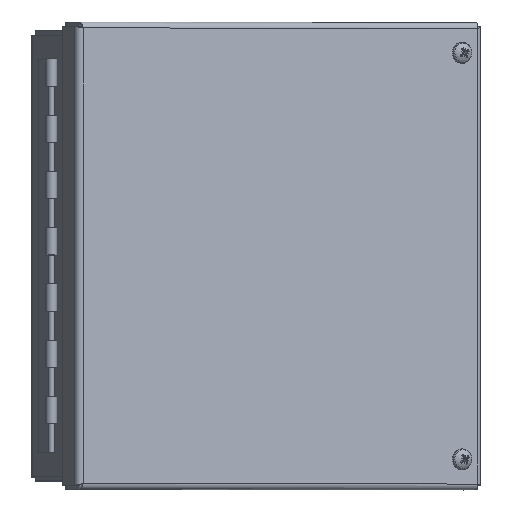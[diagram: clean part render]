
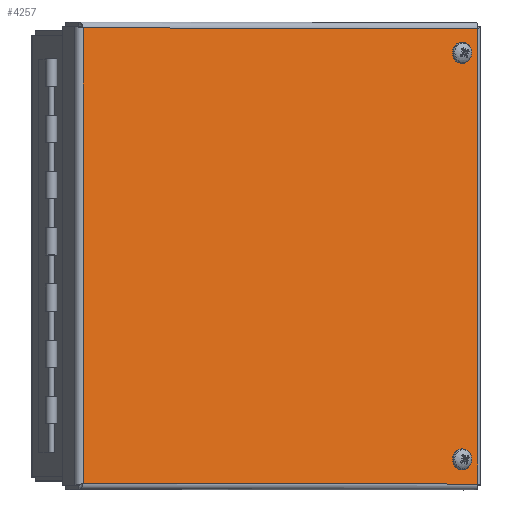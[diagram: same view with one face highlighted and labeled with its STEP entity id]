
A CAD part, top view. The second image highlights one B-rep face of the part: STEP entity #4257.
In plain terms, the highlighted face is planar.
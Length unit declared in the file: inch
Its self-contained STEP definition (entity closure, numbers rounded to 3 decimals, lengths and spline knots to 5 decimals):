
#236=PLANE($,#4559);
#432=LINE($,#6306,#810);
#448=LINE($,#6408,#826);
#463=LINE($,#6508,#841);
#478=LINE($,#6607,#856);
#810=VECTOR($,#5122,8.102);
#826=VECTOR($,#5152,8.102);
#841=VECTOR($,#5181,8.102);
#856=VECTOR($,#5210,8.102);
#1113=FACE_BOUND($,#1515,.T.);
#1114=FACE_BOUND($,#1516,.T.);
#1115=FACE_BOUND($,#1517,.T.);
#1515=EDGE_LOOP($,(#3171));
#1516=EDGE_LOOP($,(#3172));
#1517=EDGE_LOOP($,(#3173,#3174,#3175,#3176));
#1752=CIRCLE($,#4527,0.14063);
#1754=CIRCLE($,#4530,0.14063);
#1916=VERTEX_POINT($,#6286);
#1918=VERTEX_POINT($,#6291);
#1921=VERTEX_POINT($,#6297);
#1922=VERTEX_POINT($,#6305);
#1933=VERTEX_POINT($,#6400);
#1943=VERTEX_POINT($,#6500);
#2334=EDGE_CURVE($,#1916,#1916,#1752,.T.);
#2336=EDGE_CURVE($,#1918,#1918,#1754,.T.);
#2339=EDGE_CURVE($,#1922,#1921,#432,.T.);
#2359=EDGE_CURVE($,#1921,#1933,#448,.T.);
#2378=EDGE_CURVE($,#1933,#1943,#463,.T.);
#2397=EDGE_CURVE($,#1943,#1922,#478,.T.);
#3171=ORIENTED_EDGE($,*,*,#2334,.T.);
#3172=ORIENTED_EDGE($,*,*,#2336,.T.);
#3173=ORIENTED_EDGE($,*,*,#2339,.T.);
#3174=ORIENTED_EDGE($,*,*,#2359,.T.);
#3175=ORIENTED_EDGE($,*,*,#2378,.T.);
#3176=ORIENTED_EDGE($,*,*,#2397,.T.);
#4257=ADVANCED_FACE($,(#1113,#1114,#1115),#236,.T.);
#4527=AXIS2_PLACEMENT_3D($,#6287,#5111,#5112);
#4530=AXIS2_PLACEMENT_3D($,#6292,#5117,#5118);
#4559=AXIS2_PLACEMENT_3D($,#6693,#5235,#5236);
#5111=DIRECTION('center_axis',(0.,0.,-1.));
#5112=DIRECTION('ref_axis',(-1.,0.,0.));
#5117=DIRECTION('center_axis',(0.,0.,-1.));
#5118=DIRECTION('ref_axis',(-1.,0.,0.));
#5122=DIRECTION($,(0.,1.,0.));
#5152=DIRECTION($,(-1.,0.,0.));
#5181=DIRECTION($,(0.,-1.,0.));
#5210=DIRECTION($,(1.,0.,0.));
#5235=DIRECTION('center_axis',(0.,0.,1.));
#5236=DIRECTION('ref_axis',(1.,0.,0.));
#6286=CARTESIAN_POINT('',(0.57812,0.54325,0.074));
#6287=CARTESIAN_POINT('Origin',(0.4375,0.54325,0.074));
#6291=CARTESIAN_POINT('',(0.57812,7.76925,0.074));
#6292=CARTESIAN_POINT('Origin',(0.4375,7.76925,0.074));
#6297=CARTESIAN_POINT('',(8.20725,8.20725,0.074));
#6305=CARTESIAN_POINT('',(8.20725,0.10525,0.074));
#6306=CARTESIAN_POINT($,(8.20725,2.13075,0.074));
#6400=CARTESIAN_POINT('',(0.10525,8.20725,0.074));
#6408=CARTESIAN_POINT($,(6.18175,8.20725,0.074));
#6500=CARTESIAN_POINT('',(0.10525,0.10525,0.074));
#6508=CARTESIAN_POINT($,(0.10525,6.18175,0.074));
#6607=CARTESIAN_POINT($,(2.13075,0.10525,0.074));
#6693=CARTESIAN_POINT('Origin',(4.15625,4.15625,0.074));
